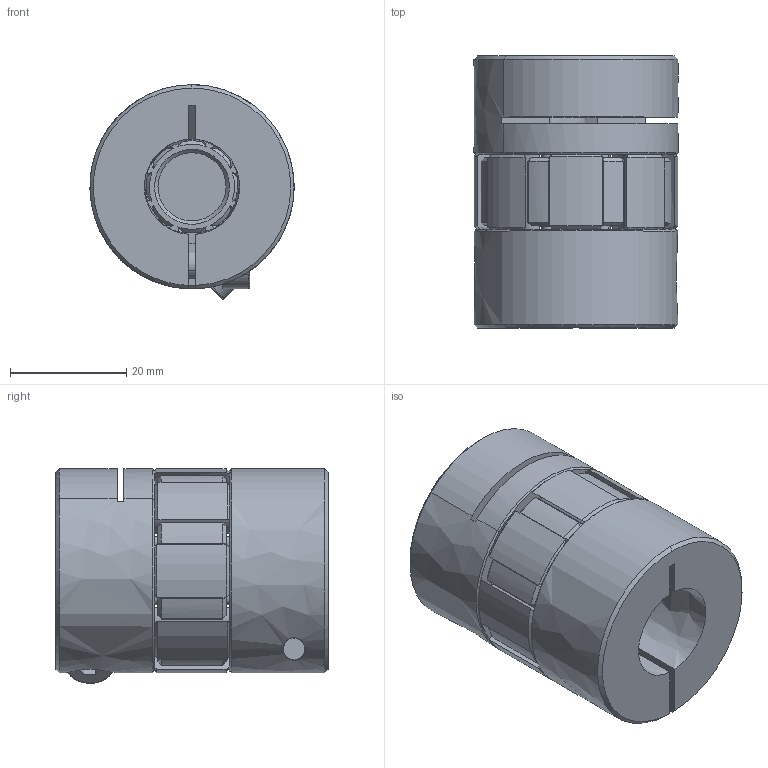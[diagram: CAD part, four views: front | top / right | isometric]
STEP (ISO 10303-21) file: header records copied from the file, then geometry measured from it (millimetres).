
FILE_DESCRIPTION(('FreeCAD Model'),'2;1');
FILE_NAME('Open CASCADE Shape Model','2025-04-17T13:22:58',('FreeCAD'),( 'FreeCAD'),'Open CASCADE STEP processor 7.6','FreeCAD','Unknown');
FILE_SCHEMA(('AUTOMOTIVE_DESIGN { 1 0 10303 214 1 1 1 1 }'));
Length unit declared in the file: millimetre
Products named in the file (1): Open CASCADE STEP translator 7.6 1
Bounding box: 35.06 x 46.74 x 36.84 mm (x, y, z)
Volume: 34905.8 mm3; surface area: 17704 mm2
Topology: 5 solids, 5 shells, 313 faces, 747 edges, 455 vertices
Faces by surface type: bspline 313
Entity records: 9380 total; most frequent: CARTESIAN_POINT 5268, ORIENTED_EDGE 1486, EDGE_CURVE 743, VERTEX_POINT 455, B_SPLINE_CURVE_WITH_KNOTS 345, FACE_BOUND 338, EDGE_LOOP 338, ADVANCED_FACE 313
